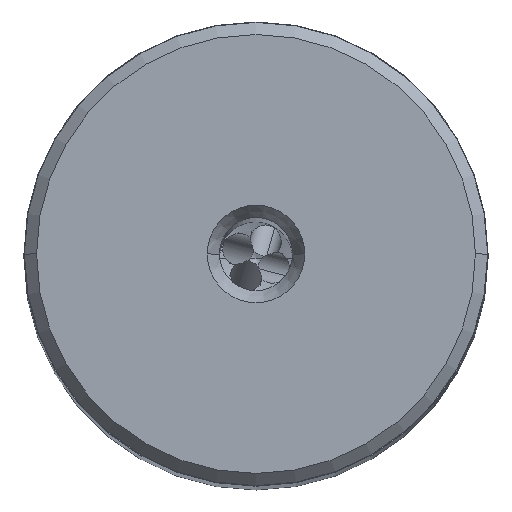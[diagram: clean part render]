
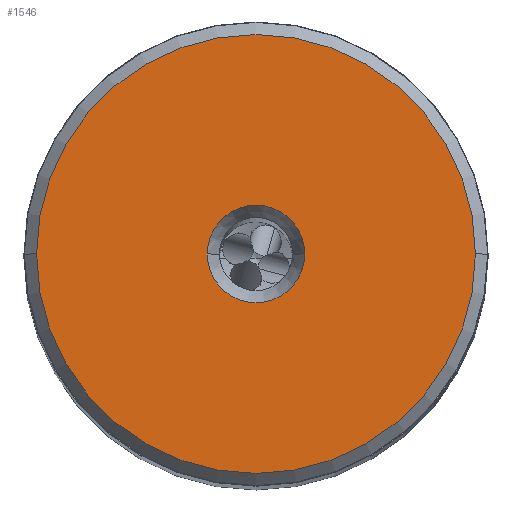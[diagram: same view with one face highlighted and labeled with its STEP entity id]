
A CAD part, top view. The second image highlights one B-rep face of the part: STEP entity #1546.
In plain terms, the highlighted planar face has unit normal (0, 0, 1).
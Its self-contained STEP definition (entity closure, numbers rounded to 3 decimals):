
#1546=ADVANCED_FACE('',(#1970,#1971),#1891,.T.);
#1891=PLANE('',#6903);
#1970=FACE_BOUND('',#2000,.T.);
#1971=FACE_BOUND('',#2001,.T.);
#2000=EDGE_LOOP('',(#2360,#2361));
#2001=EDGE_LOOP('',(#2362,#2363));
#2360=ORIENTED_EDGE('',*,*,#5162,.F.);
#2361=ORIENTED_EDGE('',*,*,#5163,.F.);
#2362=ORIENTED_EDGE('',*,*,#5164,.F.);
#2363=ORIENTED_EDGE('',*,*,#5165,.F.);
#4452=VERTEX_POINT('',#9614);
#4453=VERTEX_POINT('',#9615);
#4454=VERTEX_POINT('',#9618);
#4455=VERTEX_POINT('',#9619);
#5162=EDGE_CURVE('',#4452,#4453,#6208,.T.);
#5163=EDGE_CURVE('',#4453,#4452,#6209,.T.);
#5164=EDGE_CURVE('',#4454,#4455,#6210,.T.);
#5165=EDGE_CURVE('',#4455,#4454,#6211,.T.);
#6208=CIRCLE('',#6899,18.011);
#6209=CIRCLE('',#6900,18.011);
#6210=CIRCLE('',#6901,4.);
#6211=CIRCLE('',#6902,4.);
#6899=AXIS2_PLACEMENT_3D('',#9613,#7746,#7747);
#6900=AXIS2_PLACEMENT_3D('',#9616,#7748,#7749);
#6901=AXIS2_PLACEMENT_3D('',#9617,#7750,#7751);
#6902=AXIS2_PLACEMENT_3D('',#9620,#7752,#7753);
#6903=AXIS2_PLACEMENT_3D('',#9621,#7754,#7755);
#7746=DIRECTION('',(0.,0.,-1.));
#7747=DIRECTION('',(-1.,0.,0.));
#7748=DIRECTION('',(0.,0.,-1.));
#7749=DIRECTION('',(1.,0.,0.));
#7750=DIRECTION('',(0.,0.,1.));
#7751=DIRECTION('',(-1.,0.,0.));
#7752=DIRECTION('',(0.,0.,1.));
#7753=DIRECTION('',(1.,0.,0.));
#7754=DIRECTION('',(0.,0.,1.));
#7755=DIRECTION('',(1.,0.,0.));
#9613=CARTESIAN_POINT('',(0.,0.,0.));
#9614=CARTESIAN_POINT('',(-18.011,0.,0.));
#9615=CARTESIAN_POINT('',(18.011,0.,0.));
#9616=CARTESIAN_POINT('',(0.,0.,0.));
#9617=CARTESIAN_POINT('',(0.,0.,0.));
#9618=CARTESIAN_POINT('',(-4.,0.,0.));
#9619=CARTESIAN_POINT('',(4.,0.,0.));
#9620=CARTESIAN_POINT('',(0.,0.,0.));
#9621=CARTESIAN_POINT('',(0.,0.,0.));
